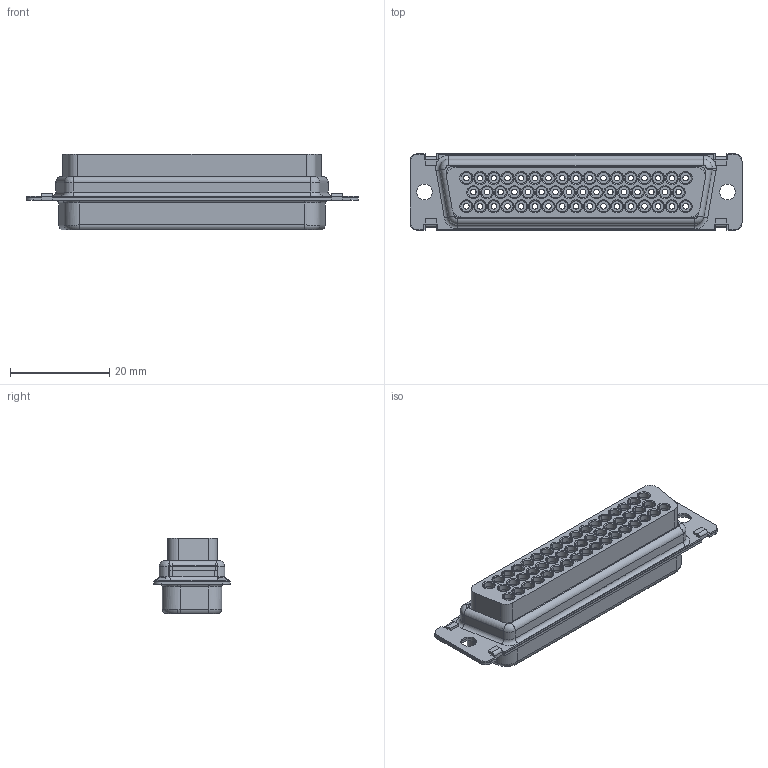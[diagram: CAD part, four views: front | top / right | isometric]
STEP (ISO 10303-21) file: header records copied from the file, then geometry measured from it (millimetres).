
FILE_DESCRIPTION (( 'STEP AP214' ), '1' );
FILE_NAME ('211-MS50-HV.STEP', '2018-10-24T06:09:09', ( 'allectra' ), ( 'Microsoft' ), 'SwSTEP 2.0', 'SolidWorks 2014', '' );
FILE_SCHEMA (( 'AUTOMOTIVE_DESIGN' ));
Length unit declared in the file: millimetre
Products named in the file (1): 211-MS50-HV
Bounding box: 66.93 x 15.37 x 15.15 mm (x, y, z)
Volume: 4166.6 mm3; surface area: 10318.1 mm2
Topology: 4 solids, 4 shells, 1931 faces, 5134 edges, 3398 vertices
Faces by surface type: plane 813, bspline 568, cylinder 401, cone 109, torus 40
Entity records: 113236 total; most frequent: CARTESIAN_POINT 46384, ORIENTED_EDGE 10268, DIRECTION 7747, EDGE_CURVE 5134, VERTEX_POINT 3398, LINE 2915, VECTOR 2915, AXIS2_PLACEMENT_3D 2416
